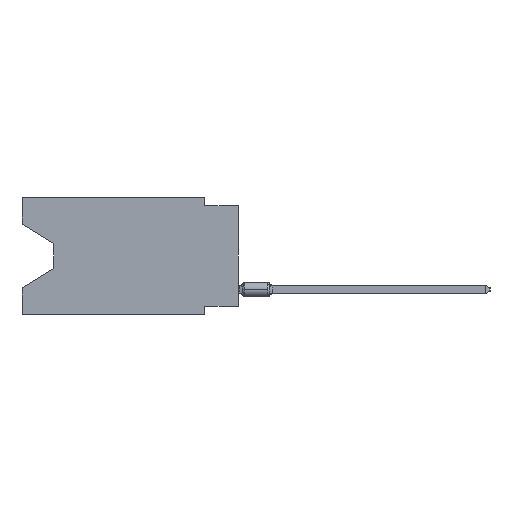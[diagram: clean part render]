
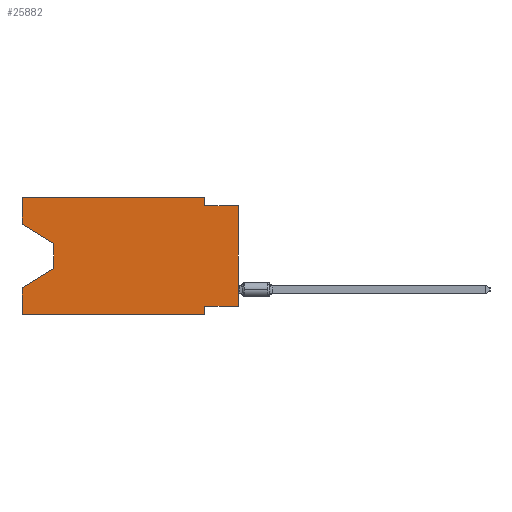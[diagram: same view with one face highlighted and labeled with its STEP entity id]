
A CAD part, left-side view. The second image highlights one B-rep face of the part: STEP entity #25882.
In plain terms, the highlighted planar face has unit normal (-1, 0, 0).
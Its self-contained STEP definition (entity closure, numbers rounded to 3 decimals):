
#84 = CARTESIAN_POINT ( 'NONE',  ( 0., 13.97, -5.385 ) ) ;
#968 = DIRECTION ( 'NONE',  ( 0., 0., -1. ) ) ;
#990 = VERTEX_POINT ( 'NONE', #24864 ) ;
#1019 = LINE ( 'NONE', #34494, #1183 ) ;
#1183 = VECTOR ( 'NONE', #16591, 1000. ) ;
#1540 = CARTESIAN_POINT ( 'NONE',  ( 0., 0., -8.255 ) ) ;
#2230 = AXIS2_PLACEMENT_3D ( 'NONE', #18560, #31617, #968 ) ;
#2556 = VERTEX_POINT ( 'NONE', #24881 ) ;
#3378 = DIRECTION ( 'NONE',  ( 0., -1., 0. ) ) ;
#3847 = LINE ( 'NONE', #84, #30694 ) ;
#4147 = CARTESIAN_POINT ( 'NONE',  ( 0., 2.54, -8.89 ) ) ;
#4426 = EDGE_CURVE ( 'NONE', #30933, #42128, #18349, .T. ) ;
#5247 = LINE ( 'NONE', #19590, #33282 ) ;
#5298 = CARTESIAN_POINT ( 'NONE',  ( 0., 13.97, -3.505 ) ) ;
#5400 = CARTESIAN_POINT ( 'NONE',  ( 0., 13.97, -3.505 ) ) ;
#6009 = LINE ( 'NONE', #44956, #8797 ) ;
#6190 = EDGE_CURVE ( 'NONE', #13197, #2556, #28732, .T. ) ;
#7492 = CARTESIAN_POINT ( 'NONE',  ( 0., 16.383, -8.89 ) ) ;
#8113 = CARTESIAN_POINT ( 'NONE',  ( 0., 13.97, -5.385 ) ) ;
#8353 = VECTOR ( 'NONE', #30647, 1000. ) ;
#8690 = VERTEX_POINT ( 'NONE', #29590 ) ;
#8797 = VECTOR ( 'NONE', #48734, 1000. ) ;
#8903 = ORIENTED_EDGE ( 'NONE', *, *, #29915, .F. ) ;
#9458 = CARTESIAN_POINT ( 'NONE',  ( 0., 0., -0.635 ) ) ;
#10132 = VERTEX_POINT ( 'NONE', #26619 ) ;
#11407 = CARTESIAN_POINT ( 'NONE',  ( 0., 2.54, -0.635 ) ) ;
#11586 = EDGE_CURVE ( 'NONE', #38523, #14524, #5247, .T. ) ;
#12483 = CARTESIAN_POINT ( 'NONE',  ( 0., 0., 0. ) ) ;
#13197 = VERTEX_POINT ( 'NONE', #34608 ) ;
#13346 = VERTEX_POINT ( 'NONE', #9458 ) ;
#13650 = EDGE_CURVE ( 'NONE', #990, #30933, #39721, .T. ) ;
#13913 = ORIENTED_EDGE ( 'NONE', *, *, #11586, .F. ) ;
#14524 = VERTEX_POINT ( 'NONE', #11407 ) ;
#15094 = EDGE_CURVE ( 'NONE', #49330, #33264, #39709, .T. ) ;
#15235 = ORIENTED_EDGE ( 'NONE', *, *, #19528, .T. ) ;
#15342 = VECTOR ( 'NONE', #31086, 1000. ) ;
#15984 = ORIENTED_EDGE ( 'NONE', *, *, #15094, .T. ) ;
#16591 = DIRECTION ( 'NONE',  ( 0., 0., 1. ) ) ;
#17233 = EDGE_CURVE ( 'NONE', #990, #13346, #35102, .T. ) ;
#18349 = LINE ( 'NONE', #34666, #8353 ) ;
#18560 = CARTESIAN_POINT ( 'NONE',  ( 0., 16.383, 0. ) ) ;
#19119 = ORIENTED_EDGE ( 'NONE', *, *, #32562, .T. ) ;
#19528 = EDGE_CURVE ( 'NONE', #8690, #49330, #37066, .T. ) ;
#19590 = CARTESIAN_POINT ( 'NONE',  ( 0., 2.54, 0. ) ) ;
#19972 = DIRECTION ( 'NONE',  ( 0., 0., 1. ) ) ;
#20035 = ORIENTED_EDGE ( 'NONE', *, *, #4426, .F. ) ;
#20451 = CARTESIAN_POINT ( 'NONE',  ( 0., 16.383, 0. ) ) ;
#20882 = VECTOR ( 'NONE', #25134, 1000. ) ;
#22319 = PLANE ( 'NONE',  #2230 ) ;
#22669 = ORIENTED_EDGE ( 'NONE', *, *, #13650, .F. ) ;
#22814 = DIRECTION ( 'NONE',  ( 0., -1., 0. ) ) ;
#22911 = VECTOR ( 'NONE', #19972, 1000. ) ;
#23334 = ORIENTED_EDGE ( 'NONE', *, *, #45261, .F. ) ;
#24863 = EDGE_LOOP ( 'NONE', ( #15235, #15984, #19119, #29264, #27247, #20035, #22669, #38761, #23334, #13913, #27194, #8903 ) ) ;
#24864 = CARTESIAN_POINT ( 'NONE',  ( 0., 0., -8.255 ) ) ;
#24881 = CARTESIAN_POINT ( 'NONE',  ( 0., 16.383, -6.852 ) ) ;
#25134 = DIRECTION ( 'NONE',  ( 0., 0., -1. ) ) ;
#25423 = VECTOR ( 'NONE', #46798, 1000. ) ;
#25882 = ADVANCED_FACE ( 'NONE', ( #41407 ), #22319, .F. ) ;
#26619 = CARTESIAN_POINT ( 'NONE',  ( 0., 16.383, 0. ) ) ;
#26860 = VECTOR ( 'NONE', #22814, 1000. ) ;
#27136 = EDGE_CURVE ( 'NONE', #13197, #42128, #34386, .T. ) ;
#27194 = ORIENTED_EDGE ( 'NONE', *, *, #40740, .F. ) ;
#27247 = ORIENTED_EDGE ( 'NONE', *, *, #27136, .T. ) ;
#27847 = VECTOR ( 'NONE', #3378, 1000. ) ;
#28732 = LINE ( 'NONE', #20451, #22911 ) ;
#29264 = ORIENTED_EDGE ( 'NONE', *, *, #6190, .F. ) ;
#29590 = CARTESIAN_POINT ( 'NONE',  ( 0., 16.383, -2.038 ) ) ;
#29915 = EDGE_CURVE ( 'NONE', #8690, #10132, #1019, .T. ) ;
#30647 = DIRECTION ( 'NONE',  ( 0., 0., -1. ) ) ;
#30694 = VECTOR ( 'NONE', #39019, 1000. ) ;
#30933 = VERTEX_POINT ( 'NONE', #32529 ) ;
#31086 = DIRECTION ( 'NONE',  ( 0., 0., 1. ) ) ;
#31617 = DIRECTION ( 'NONE',  ( 1., 0., 0. ) ) ;
#32529 = CARTESIAN_POINT ( 'NONE',  ( 0., 2.54, -8.255 ) ) ;
#32562 = EDGE_CURVE ( 'NONE', #33264, #2556, #3847, .T. ) ;
#33264 = VERTEX_POINT ( 'NONE', #8113 ) ;
#33282 = VECTOR ( 'NONE', #46735, 1000. ) ;
#34386 = LINE ( 'NONE', #7492, #26860 ) ;
#34494 = CARTESIAN_POINT ( 'NONE',  ( 0., 16.383, 0. ) ) ;
#34608 = CARTESIAN_POINT ( 'NONE',  ( 0., 16.383, -8.89 ) ) ;
#34666 = CARTESIAN_POINT ( 'NONE',  ( 0., 2.54, -8.89 ) ) ;
#35102 = LINE ( 'NONE', #12483, #15342 ) ;
#37066 = LINE ( 'NONE', #44357, #43795 ) ;
#37554 = LINE ( 'NONE', #45350, #27847 ) ;
#38523 = VERTEX_POINT ( 'NONE', #41525 ) ;
#38761 = ORIENTED_EDGE ( 'NONE', *, *, #17233, .T. ) ;
#39019 = DIRECTION ( 'NONE',  ( 0., 0.855, -0.519 ) ) ;
#39709 = LINE ( 'NONE', #5298, #20882 ) ;
#39721 = LINE ( 'NONE', #1540, #25423 ) ;
#40740 = EDGE_CURVE ( 'NONE', #10132, #38523, #37554, .T. ) ;
#41407 = FACE_OUTER_BOUND ( 'NONE', #24863, .T. ) ;
#41525 = CARTESIAN_POINT ( 'NONE',  ( 0., 2.54, 0. ) ) ;
#42128 = VERTEX_POINT ( 'NONE', #4147 ) ;
#43795 = VECTOR ( 'NONE', #48381, 1000. ) ;
#44357 = CARTESIAN_POINT ( 'NONE',  ( 0., 16.383, -2.038 ) ) ;
#44956 = CARTESIAN_POINT ( 'NONE',  ( 0., 0., -0.635 ) ) ;
#45261 = EDGE_CURVE ( 'NONE', #14524, #13346, #6009, .T. ) ;
#45350 = CARTESIAN_POINT ( 'NONE',  ( 0., 16.383, 0. ) ) ;
#46735 = DIRECTION ( 'NONE',  ( 0., 0., -1. ) ) ;
#46798 = DIRECTION ( 'NONE',  ( 0., 1., 0. ) ) ;
#48381 = DIRECTION ( 'NONE',  ( 0., -0.855, -0.519 ) ) ;
#48734 = DIRECTION ( 'NONE',  ( 0., -1., 0. ) ) ;
#49330 = VERTEX_POINT ( 'NONE', #5400 ) ;
